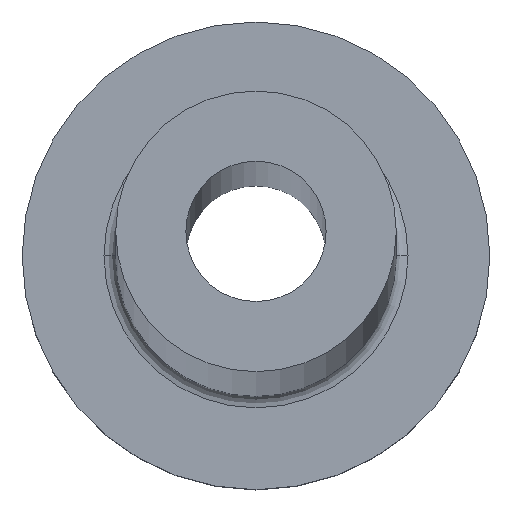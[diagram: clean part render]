
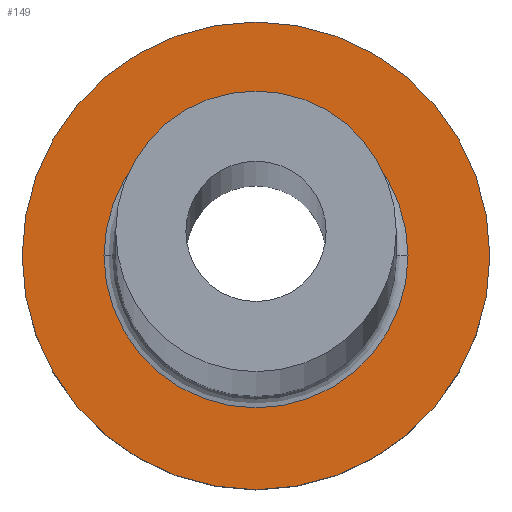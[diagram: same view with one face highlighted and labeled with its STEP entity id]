
A CAD part, top view. The second image highlights one B-rep face of the part: STEP entity #149.
In plain terms, the highlighted planar face has unit normal (0, 0, 1).
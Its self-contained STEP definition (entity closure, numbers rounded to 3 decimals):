
#2 = CIRCLE ( 'NONE', #264, 10. ) ;
#8 = PLANE ( 'NONE',  #184 ) ;
#21 = DIRECTION ( 'NONE',  ( 1., 0., 0. ) ) ;
#23 = ORIENTED_EDGE ( 'NONE', *, *, #334, .T. ) ;
#25 = CIRCLE ( 'NONE', #173, 6.5 ) ;
#27 = VERTEX_POINT ( 'NONE', #271 ) ;
#30 = CIRCLE ( 'NONE', #215, 6.5 ) ;
#32 = DIRECTION ( 'NONE',  ( 1., 0., 0. ) ) ;
#33 = FACE_BOUND ( 'NONE', #348, .T. ) ;
#45 = CARTESIAN_POINT ( 'NONE',  ( 0., 0., 7. ) ) ;
#53 = ORIENTED_EDGE ( 'NONE', *, *, #294, .T. ) ;
#96 = VERTEX_POINT ( 'NONE', #143 ) ;
#105 = DIRECTION ( 'NONE',  ( 0., 0., -1. ) ) ;
#111 = ORIENTED_EDGE ( 'NONE', *, *, #252, .T. ) ;
#125 = DIRECTION ( 'NONE',  ( 1., 0., 0. ) ) ;
#128 = CARTESIAN_POINT ( 'NONE',  ( -10., 0., 7. ) ) ;
#133 = DIRECTION ( 'NONE',  ( 0., 0., 1. ) ) ;
#143 = CARTESIAN_POINT ( 'NONE',  ( 10., 0., 7. ) ) ;
#149 = ADVANCED_FACE ( 'NONE', ( #33, #364 ), #8, .T. ) ;
#163 = CARTESIAN_POINT ( 'NONE',  ( 0., 0., 7. ) ) ;
#167 = CIRCLE ( 'NONE', #210, 10. ) ;
#173 = AXIS2_PLACEMENT_3D ( 'NONE', #349, #105, #347 ) ;
#183 = VERTEX_POINT ( 'NONE', #128 ) ;
#184 = AXIS2_PLACEMENT_3D ( 'NONE', #246, #211, #32 ) ;
#210 = AXIS2_PLACEMENT_3D ( 'NONE', #45, #222, #341 ) ;
#211 = DIRECTION ( 'NONE',  ( 0., 0., 1. ) ) ;
#213 = CARTESIAN_POINT ( 'NONE',  ( 0., 0., 7. ) ) ;
#214 = EDGE_LOOP ( 'NONE', ( #352, #53 ) ) ;
#215 = AXIS2_PLACEMENT_3D ( 'NONE', #213, #277, #125 ) ;
#222 = DIRECTION ( 'NONE',  ( 0., 0., 1. ) ) ;
#246 = CARTESIAN_POINT ( 'NONE',  ( 0., 0., 7. ) ) ;
#252 = EDGE_CURVE ( 'NONE', #373, #27, #30, .T. ) ;
#264 = AXIS2_PLACEMENT_3D ( 'NONE', #163, #133, #21 ) ;
#271 = CARTESIAN_POINT ( 'NONE',  ( 6.5, 0., 7. ) ) ;
#277 = DIRECTION ( 'NONE',  ( 0., 0., -1. ) ) ;
#294 = EDGE_CURVE ( 'NONE', #96, #183, #167, .T. ) ;
#317 = CARTESIAN_POINT ( 'NONE',  ( -6.5, 0., 7. ) ) ;
#324 = EDGE_CURVE ( 'NONE', #183, #96, #2, .T. ) ;
#334 = EDGE_CURVE ( 'NONE', #27, #373, #25, .T. ) ;
#341 = DIRECTION ( 'NONE',  ( 1., 0., 0. ) ) ;
#347 = DIRECTION ( 'NONE',  ( 1., 0., 0. ) ) ;
#348 = EDGE_LOOP ( 'NONE', ( #23, #111 ) ) ;
#349 = CARTESIAN_POINT ( 'NONE',  ( 0., 0., 7. ) ) ;
#352 = ORIENTED_EDGE ( 'NONE', *, *, #324, .T. ) ;
#364 = FACE_OUTER_BOUND ( 'NONE', #214, .T. ) ;
#373 = VERTEX_POINT ( 'NONE', #317 ) ;
